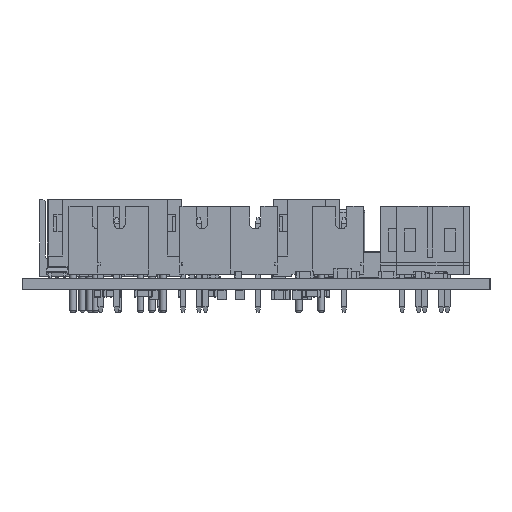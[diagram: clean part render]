
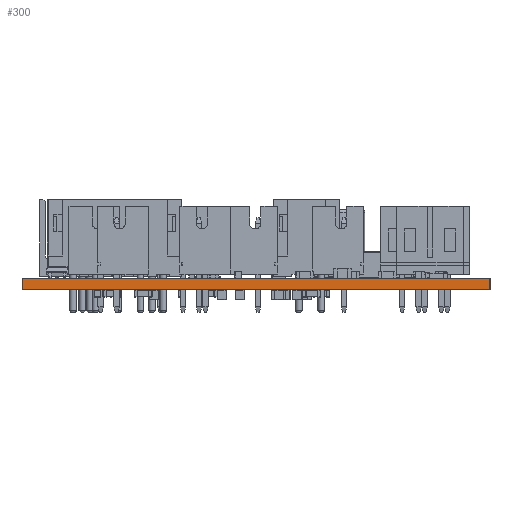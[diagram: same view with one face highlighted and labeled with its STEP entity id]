
A CAD part, left-side view. The second image highlights one B-rep face of the part: STEP entity #300.
In plain terms, the highlighted planar face has unit normal (-1, 0, 0).
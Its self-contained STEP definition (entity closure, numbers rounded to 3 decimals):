
#275 = VERTEX_POINT('',#276);
#276 = CARTESIAN_POINT('',(-31.,35.5,-1.));
#282 = EDGE_CURVE('',#283,#275,#285,.T.);
#283 = VERTEX_POINT('',#284);
#284 = CARTESIAN_POINT('',(-31.,35.5,0.));
#285 = LINE('',#286,#287);
#286 = CARTESIAN_POINT('',(-31.,35.5,0.));
#287 = VECTOR('',#288,1.);
#288 = DIRECTION('',(0.,0.,-1.));
#300 = ADVANCED_FACE('',(#301),#326,.T.);
#301 = FACE_BOUND('',#302,.T.);
#302 = EDGE_LOOP('',(#303,#304,#312,#320));
#303 = ORIENTED_EDGE('',*,*,#282,.T.);
#304 = ORIENTED_EDGE('',*,*,#305,.T.);
#305 = EDGE_CURVE('',#275,#306,#308,.T.);
#306 = VERTEX_POINT('',#307);
#307 = CARTESIAN_POINT('',(-31.,-6.,-1.));
#308 = LINE('',#309,#310);
#309 = CARTESIAN_POINT('',(-31.,35.5,-1.));
#310 = VECTOR('',#311,1.);
#311 = DIRECTION('',(0.,-1.,0.));
#312 = ORIENTED_EDGE('',*,*,#313,.F.);
#313 = EDGE_CURVE('',#314,#306,#316,.T.);
#314 = VERTEX_POINT('',#315);
#315 = CARTESIAN_POINT('',(-31.,-6.,0.));
#316 = LINE('',#317,#318);
#317 = CARTESIAN_POINT('',(-31.,-6.,0.));
#318 = VECTOR('',#319,1.);
#319 = DIRECTION('',(0.,0.,-1.));
#320 = ORIENTED_EDGE('',*,*,#321,.F.);
#321 = EDGE_CURVE('',#283,#314,#322,.T.);
#322 = LINE('',#323,#324);
#323 = CARTESIAN_POINT('',(-31.,35.5,0.));
#324 = VECTOR('',#325,1.);
#325 = DIRECTION('',(0.,-1.,0.));
#326 = PLANE('',#327);
#327 = AXIS2_PLACEMENT_3D('',#328,#329,#330);
#328 = CARTESIAN_POINT('',(-31.,35.5,0.));
#329 = DIRECTION('',(-1.,0.,0.));
#330 = DIRECTION('',(0.,-1.,0.));
